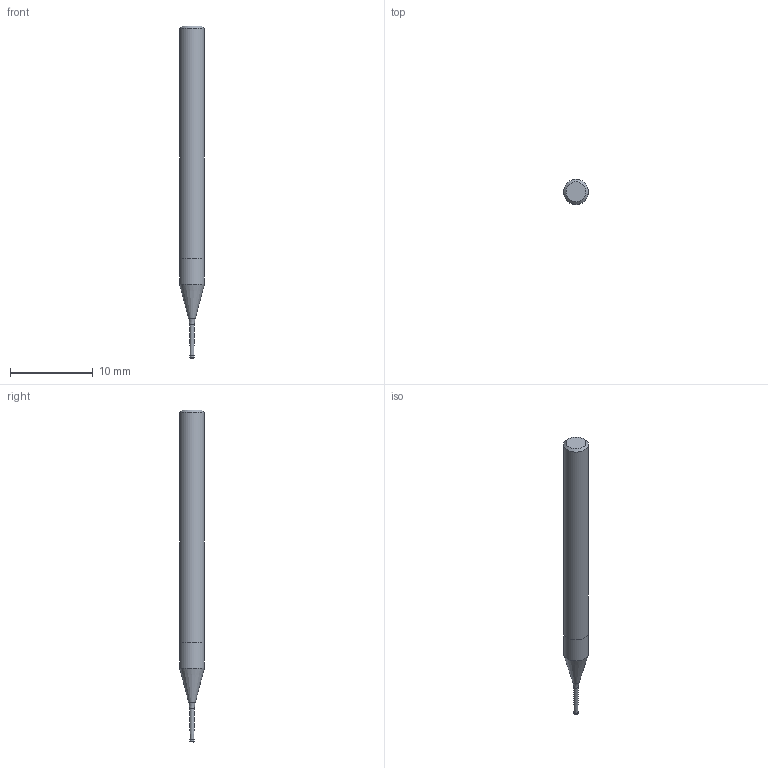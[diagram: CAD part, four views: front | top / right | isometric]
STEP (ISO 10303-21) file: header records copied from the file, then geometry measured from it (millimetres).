
FILE_DESCRIPTION(/* description */ (''),/* implementation_level */ '2;1');
FILE_NAME(/* name */ '103XL005R005TN-MEGA-64-T.stp',/* time_stamp */ '2017-12-13T13:52:38+05:00',/* author */ (''),/* organization */ (''),/* preprocessor_version */ 'ST-DEVELOPER v16',/* originating_system */ 'SIEMENS PLM Software NX 11.0',/* authorisation */ '');
FILE_SCHEMA (('AUTOMOTIVE_DESIGN { 1 0 10303 214 3 1 1 1 }'));
Length unit declared in the file: millimetre
Products named in the file (1): 103XL005R005TN-MEGA-64-T
Bounding box: 3 x 3 x 40 mm (x, y, z)
Volume: 233.5 mm3; surface area: 346.6 mm2
Topology: 3 solids, 3 shells, 14 faces, 21 edges, 13 vertices
Faces by surface type: plane 6, cylinder 3, cone 3, torus 2
Full cylindrical faces by diameter (mm): 0.5 x1, 3 x2
Entity records: 326 total; most frequent: DIRECTION 58, CARTESIAN_POINT 40, AXIS2_PLACEMENT_3D 29, EDGE_LOOP 22, ORIENTED_EDGE 22, FACE_BOUND 16, ADVANCED_FACE 14, VERTEX_POINT 11
